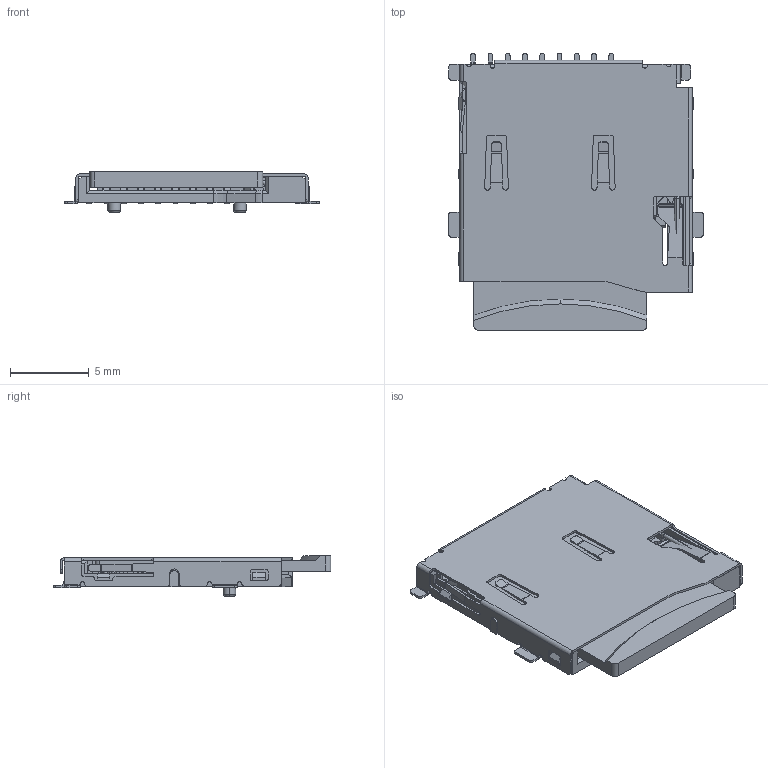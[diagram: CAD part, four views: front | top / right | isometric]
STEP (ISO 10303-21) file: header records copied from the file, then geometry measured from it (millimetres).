
FILE_DESCRIPTION(('FreeCAD Model'),'2;1');
FILE_NAME('XKB_XKTF-015-X.step','2021-03-06T17:43:05',('kicad StepUp'),('ksu MCAD') ,'Open CASCADE STEP processor 7.3','FreeCAD','Unknown');
FILE_SCHEMA(('AUTOMOTIVE_DESIGN { 1 0 10303 214 1 1 1 1 }'));
Length unit declared in the file: millimetre
Products named in the file (1): XKB_XKTF-015-X
Bounding box: 16.18 x 17.65 x 2.6 mm (x, y, z)
Volume: 300.8 mm3; surface area: 1688.9 mm2
Topology: 15 solids, 15 shells, 1444 faces, 4035 edges, 2610 vertices
Faces by surface type: plane 909, cylinder 477, bspline 30, torus 22, cone 4, sphere 2
Entity records: 62530 total; most frequent: CARTESIAN_POINT 14665, ORIENTED_EDGE 8070, DIRECTION 7750, EDGE_CURVE 4035, LINE 2960, VECTOR 2960, VERTEX_POINT 2610, AXIS2_PLACEMENT_3D 2395
